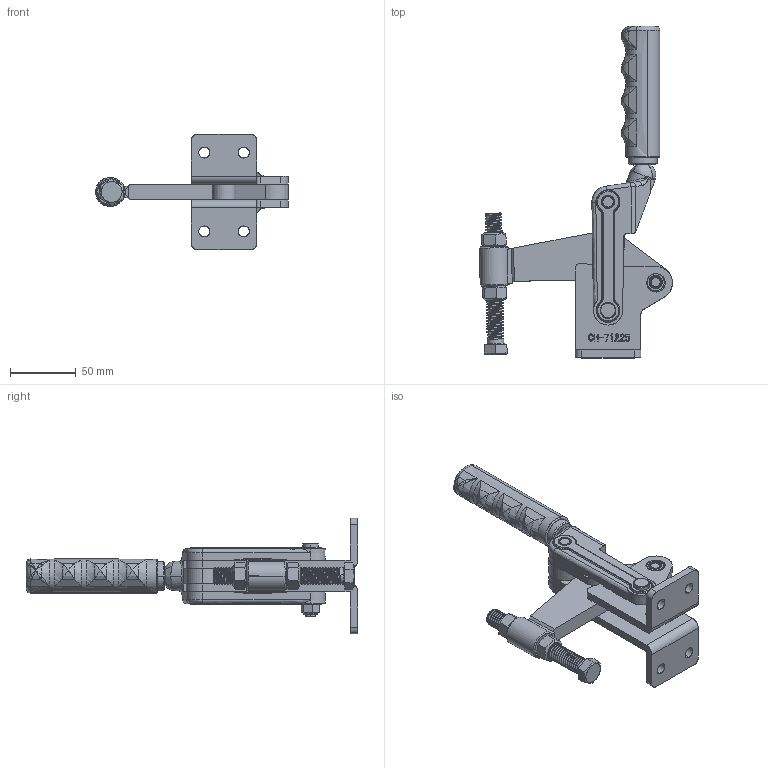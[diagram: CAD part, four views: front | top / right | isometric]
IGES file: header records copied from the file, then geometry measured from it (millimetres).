
Start section: SolidWorks IGES file using analytic representation for surfaces
Global section: file name: GP-1660-S.IGS; native system: SolidWorks 2019; preprocessor: SolidWorks 2019; author: Engenharia; date: 210208.152030; units: millimetre
Bounding box: 146.77 x 252.4 x 88 mm (x, y, z)
Surface area: 116196.2 mm2 (no closed solid volume)
Topology: 0 solids, 0 shells, 2450 faces, 24777 edges, 24756 vertices
Faces by surface type: bspline 1270, revolution 1180
